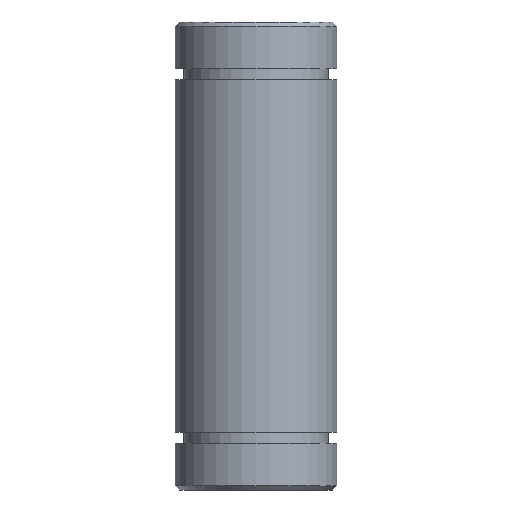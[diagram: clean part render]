
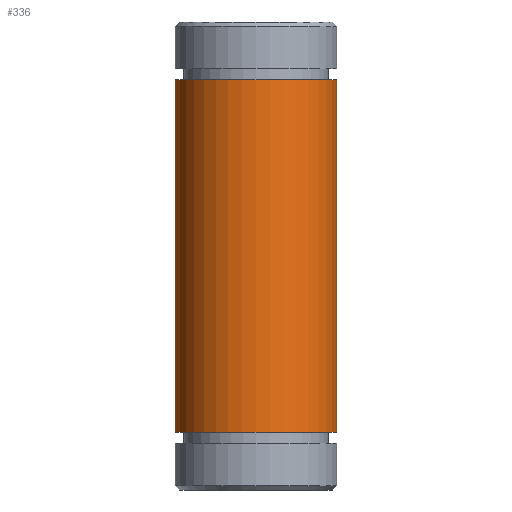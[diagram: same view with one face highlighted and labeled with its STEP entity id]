
A CAD part, front view. The second image highlights one B-rep face of the part: STEP entity #336.
In plain terms, the highlighted cylindrical face has radius 9.5 mm (diameter 19 mm), a full revolution.
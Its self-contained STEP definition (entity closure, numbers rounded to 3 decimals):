
#27=LINE('',#595,#41);
#41=VECTOR('',#484,7.5);
#53=CYLINDRICAL_SURFACE('',#392,9.5);
#83=FACE_OUTER_BOUND('',#113,.T.);
#113=EDGE_LOOP('',(#264,#265,#266,#267));
#149=CIRCLE('',#393,9.5);
#150=CIRCLE('',#394,9.5);
#175=VERTEX_POINT('',#592);
#176=VERTEX_POINT('',#594);
#208=EDGE_CURVE('',#175,#175,#149,.T.);
#209=EDGE_CURVE('',#175,#176,#27,.T.);
#210=EDGE_CURVE('',#176,#176,#150,.T.);
#264=ORIENTED_EDGE('',*,*,#208,.T.);
#265=ORIENTED_EDGE('',*,*,#209,.T.);
#266=ORIENTED_EDGE('',*,*,#210,.F.);
#267=ORIENTED_EDGE('',*,*,#209,.F.);
#336=ADVANCED_FACE('',(#83),#53,.T.);
#392=AXIS2_PLACEMENT_3D('',#591,#480,#481);
#393=AXIS2_PLACEMENT_3D('',#593,#482,#483);
#394=AXIS2_PLACEMENT_3D('',#596,#485,#486);
#480=DIRECTION('center_axis',(0.,0.,1.));
#481=DIRECTION('ref_axis',(1.,0.,0.));
#482=DIRECTION('center_axis',(0.,0.,-1.));
#483=DIRECTION('ref_axis',(1.,0.,0.));
#484=DIRECTION('',(0.,0.,-1.));
#485=DIRECTION('center_axis',(0.,0.,-1.));
#486=DIRECTION('ref_axis',(1.,0.,0.));
#591=CARTESIAN_POINT('Origin',(0.,0.,15.5));
#592=CARTESIAN_POINT('',(-9.5,0.,20.7));
#593=CARTESIAN_POINT('Origin',(0.,0.,20.7));
#594=CARTESIAN_POINT('',(-9.5,0.,-20.7));
#595=CARTESIAN_POINT('',(-9.5,0.,15.5));
#596=CARTESIAN_POINT('Origin',(0.,0.,-20.7));
